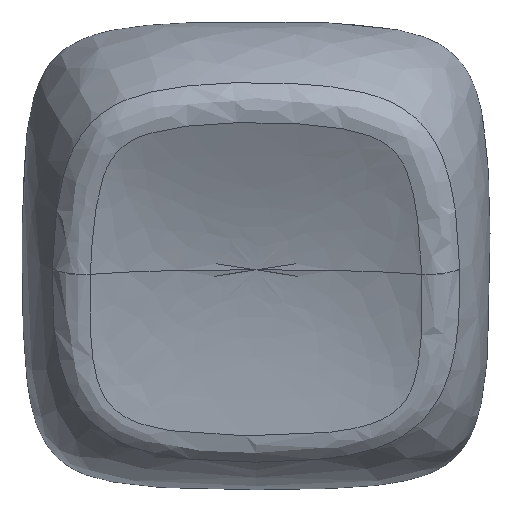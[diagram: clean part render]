
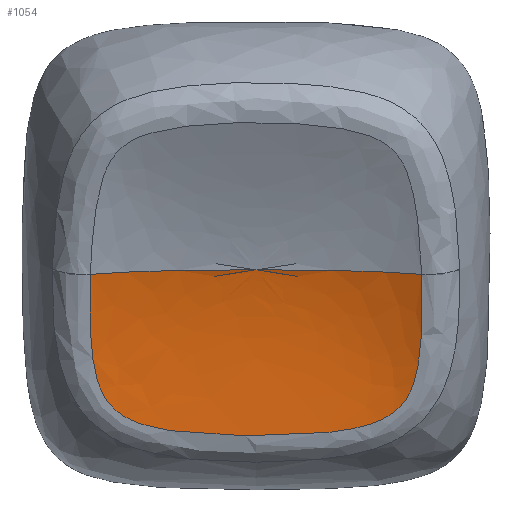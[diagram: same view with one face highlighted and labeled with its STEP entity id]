
A CAD part, top view. The second image highlights one B-rep face of the part: STEP entity #1054.
In plain terms, the highlighted free-form (B-spline) face has degree [3, 3] with [10, 5] control points.
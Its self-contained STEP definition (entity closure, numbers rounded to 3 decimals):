
#15=(
BOUNDED_CURVE()
B_SPLINE_CURVE(5,(#4405,#4406,#4407,#4408,#4409,#4410,#4411,#4412,#4413),
 .UNSPECIFIED.,.F.,.F.)
B_SPLINE_CURVE_WITH_KNOTS((6,1,1,1,6),(0.215,0.4,0.6,0.8,1.),
 .UNSPECIFIED.)
CURVE()
GEOMETRIC_REPRESENTATION_ITEM()
RATIONAL_B_SPLINE_CURVE((1.,1.,1.,1.,1.,1.,1.,1.,1.))
REPRESENTATION_ITEM('')
);
#16=(
BOUNDED_CURVE()
B_SPLINE_CURVE(5,(#4414,#4415,#4416,#4417,#4418,#4419,#4420,#4421,#4422),
 .UNSPECIFIED.,.F.,.F.)
B_SPLINE_CURVE_WITH_KNOTS((6,1,1,1,6),(0.215,0.4,0.6,0.8,1.),
 .UNSPECIFIED.)
CURVE()
GEOMETRIC_REPRESENTATION_ITEM()
RATIONAL_B_SPLINE_CURVE((1.,1.,1.,1.,1.,1.,1.,1.,1.))
REPRESENTATION_ITEM('')
);
#60=B_SPLINE_CURVE_WITH_KNOTS('',3,(#3863,#3864,#3865,#3866,#3867,#3868,
#3869,#3870,#3871,#3872,#3873,#3874,#3875,#3876,#3877,#3878,#3879,#3880,
#3881,#3882,#3883,#3884,#3885,#3886,#3887,#3888),.UNSPECIFIED.,.F.,.F.,
(4,2,1,2,1,1,1,1,1,1,1,1,1,1,1,1,2,1,2,4),(-2.322,-2.317,
-2.155,-1.993,-1.889,-1.785,
-1.681,-1.577,-1.473,-1.369,
-1.161,-0.953,-0.745,-0.641,
-0.537,-0.434,-0.33,-0.167,
-0.005,0.),.UNSPECIFIED.);
#74=B_SPLINE_SURFACE_WITH_KNOTS('',3,3,((#4354,#4355,#4356,#4357,#4358),
(#4359,#4360,#4361,#4362,#4363),(#4364,#4365,#4366,#4367,#4368),(#4369,
#4370,#4371,#4372,#4373),(#4374,#4375,#4376,#4377,#4378),(#4379,#4380,#4381,
#4382,#4383),(#4384,#4385,#4386,#4387,#4388),(#4389,#4390,#4391,#4392,#4393),
(#4394,#4395,#4396,#4397,#4398),(#4399,#4400,#4401,#4402,#4403)),
 .UNSPECIFIED.,.F.,.F.,.F.,(4,1,1,1,1,1,1,4),(4,1,4),(0.,0.143,
0.286,0.429,0.571,0.714,
0.857,1.),(0.083,0.476,1.),
 .UNSPECIFIED.);
#166=FACE_OUTER_BOUND('',#222,.T.);
#222=EDGE_LOOP('',(#968,#969,#970));
#498=VERTEX_POINT('',#3816);
#504=VERTEX_POINT('',#3861);
#508=VERTEX_POINT('',#4404);
#657=EDGE_CURVE('',#504,#498,#60,.T.);
#664=EDGE_CURVE('',#504,#508,#15,.T.);
#665=EDGE_CURVE('',#498,#508,#16,.T.);
#968=ORIENTED_EDGE('',*,*,#657,.F.);
#969=ORIENTED_EDGE('',*,*,#664,.T.);
#970=ORIENTED_EDGE('',*,*,#665,.F.);
#1054=ADVANCED_FACE('',(#166),#74,.F.);
#3816=CARTESIAN_POINT('',(-6.37,-0.728,7.017));
#3861=CARTESIAN_POINT('',(6.37,-0.728,7.017));
#3863=CARTESIAN_POINT('Ctrl Pts',(6.37,-0.728,7.017));
#3864=CARTESIAN_POINT('Ctrl Pts',(6.371,-0.744,7.013));
#3865=CARTESIAN_POINT('Ctrl Pts',(6.372,-0.759,7.009));
#3866=CARTESIAN_POINT('Ctrl Pts',(6.391,-1.289,6.874));
#3867=CARTESIAN_POINT('Ctrl Pts',(6.402,-2.324,6.614));
#3868=CARTESIAN_POINT('Ctrl Pts',(6.352,-3.342,6.377));
#3869=CARTESIAN_POINT('Ctrl Pts',(6.25,-4.16,6.196));
#3870=CARTESIAN_POINT('Ctrl Pts',(6.14,-4.79,6.062));
#3871=CARTESIAN_POINT('Ctrl Pts',(5.76,-5.67,5.876));
#3872=CARTESIAN_POINT('Ctrl Pts',(5.013,-6.285,5.728));
#3873=CARTESIAN_POINT('Ctrl Pts',(4.078,-6.605,5.64));
#3874=CARTESIAN_POINT('Ctrl Pts',(3.08,-6.782,5.59));
#3875=CARTESIAN_POINT('Ctrl Pts',(1.724,-6.907,5.554));
#3876=CARTESIAN_POINT('Ctrl Pts',(-0.002,-6.952,
5.541));
#3877=CARTESIAN_POINT('Ctrl Pts',(-2.065,-6.897,5.557));
#3878=CARTESIAN_POINT('Ctrl Pts',(-3.762,-6.709,5.611));
#3879=CARTESIAN_POINT('Ctrl Pts',(-5.014,-6.285,5.728));
#3880=CARTESIAN_POINT('Ctrl Pts',(-5.761,-5.667,5.877));
#3881=CARTESIAN_POINT('Ctrl Pts',(-6.139,-4.79,6.062));
#3882=CARTESIAN_POINT('Ctrl Pts',(-6.25,-4.16,6.196));
#3883=CARTESIAN_POINT('Ctrl Pts',(-6.352,-3.342,6.377));
#3884=CARTESIAN_POINT('Ctrl Pts',(-6.402,-2.324,6.614));
#3885=CARTESIAN_POINT('Ctrl Pts',(-6.391,-1.289,6.874));
#3886=CARTESIAN_POINT('Ctrl Pts',(-6.372,-0.759,7.009));
#3887=CARTESIAN_POINT('Ctrl Pts',(-6.371,-0.744,
7.013));
#3888=CARTESIAN_POINT('Ctrl Pts',(-6.37,-0.728,
7.017));
#4354=CARTESIAN_POINT('Ctrl Pts',(6.935,-0.778,7.203));
#4355=CARTESIAN_POINT('Ctrl Pts',(6.413,-0.727,7.013));
#4356=CARTESIAN_POINT('Ctrl Pts',(4.986,-0.616,6.6));
#4357=CARTESIAN_POINT('Ctrl Pts',(2.405,-0.552,6.359));
#4358=CARTESIAN_POINT('Ctrl Pts',(0.,-0.552,
6.359));
#4359=CARTESIAN_POINT('Ctrl Pts',(6.935,-2.007,6.873));
#4360=CARTESIAN_POINT('Ctrl Pts',(6.413,-1.78,6.731));
#4361=CARTESIAN_POINT('Ctrl Pts',(4.986,-1.26,6.428));
#4362=CARTESIAN_POINT('Ctrl Pts',(2.405,-0.786,6.296));
#4363=CARTESIAN_POINT('Ctrl Pts',(0.,-0.552,
6.359));
#4364=CARTESIAN_POINT('Ctrl Pts',(6.763,-4.434,6.223));
#4365=CARTESIAN_POINT('Ctrl Pts',(6.259,-3.887,6.166));
#4366=CARTESIAN_POINT('Ctrl Pts',(4.772,-2.521,6.09));
#4367=CARTESIAN_POINT('Ctrl Pts',(2.209,-1.187,6.188));
#4368=CARTESIAN_POINT('Ctrl Pts',(0.,-0.552,
6.359));
#4369=CARTESIAN_POINT('Ctrl Pts',(5.438,-6.401,5.696));
#4370=CARTESIAN_POINT('Ctrl Pts',(5.045,-5.561,5.717));
#4371=CARTESIAN_POINT('Ctrl Pts',(3.651,-3.556,5.812));
#4372=CARTESIAN_POINT('Ctrl Pts',(1.494,-1.589,6.081));
#4373=CARTESIAN_POINT('Ctrl Pts',(0.,-0.552,
6.359));
#4374=CARTESIAN_POINT('Ctrl Pts',(2.244,-6.996,5.537));
#4375=CARTESIAN_POINT('Ctrl Pts',(2.085,-6.034,5.591));
#4376=CARTESIAN_POINT('Ctrl Pts',(1.447,-3.883,5.725));
#4377=CARTESIAN_POINT('Ctrl Pts',(0.526,-1.789,6.027));
#4378=CARTESIAN_POINT('Ctrl Pts',(0.,-0.552,
6.359));
#4379=CARTESIAN_POINT('Ctrl Pts',(-2.25,-6.995,5.537));
#4380=CARTESIAN_POINT('Ctrl Pts',(-2.092,-6.033,5.591));
#4381=CARTESIAN_POINT('Ctrl Pts',(-1.45,-3.882,5.725));
#4382=CARTESIAN_POINT('Ctrl Pts',(-0.526,-1.789,
6.027));
#4383=CARTESIAN_POINT('Ctrl Pts',(0.,-0.552,
6.359));
#4384=CARTESIAN_POINT('Ctrl Pts',(-5.432,-6.4,5.696));
#4385=CARTESIAN_POINT('Ctrl Pts',(-5.039,-5.56,5.718));
#4386=CARTESIAN_POINT('Ctrl Pts',(-3.648,-3.555,5.813));
#4387=CARTESIAN_POINT('Ctrl Pts',(-1.494,-1.589,6.081));
#4388=CARTESIAN_POINT('Ctrl Pts',(0.,-0.552,
6.359));
#4389=CARTESIAN_POINT('Ctrl Pts',(-6.762,-4.434,6.223));
#4390=CARTESIAN_POINT('Ctrl Pts',(-6.259,-3.887,6.166));
#4391=CARTESIAN_POINT('Ctrl Pts',(-4.772,-2.521,6.09));
#4392=CARTESIAN_POINT('Ctrl Pts',(-2.209,-1.187,6.188));
#4393=CARTESIAN_POINT('Ctrl Pts',(0.,-0.552,
6.359));
#4394=CARTESIAN_POINT('Ctrl Pts',(-6.935,-2.007,6.873));
#4395=CARTESIAN_POINT('Ctrl Pts',(-6.413,-1.78,6.731));
#4396=CARTESIAN_POINT('Ctrl Pts',(-4.986,-1.26,6.428));
#4397=CARTESIAN_POINT('Ctrl Pts',(-2.405,-0.786,6.296));
#4398=CARTESIAN_POINT('Ctrl Pts',(0.,-0.552,
6.359));
#4399=CARTESIAN_POINT('Ctrl Pts',(-6.935,-0.778,7.203));
#4400=CARTESIAN_POINT('Ctrl Pts',(-6.413,-0.727,
7.013));
#4401=CARTESIAN_POINT('Ctrl Pts',(-4.986,-0.616,6.6));
#4402=CARTESIAN_POINT('Ctrl Pts',(-2.405,-0.552,6.359));
#4403=CARTESIAN_POINT('Ctrl Pts',(0.,-0.552,
6.359));
#4404=CARTESIAN_POINT('',(0.,-0.552,6.359));
#4405=CARTESIAN_POINT('Ctrl Pts',(6.37,-0.728,7.017));
#4406=CARTESIAN_POINT('Ctrl Pts',(6.2,-0.714,6.967));
#4407=CARTESIAN_POINT('Ctrl Pts',(5.83,-0.687,6.864));
#4408=CARTESIAN_POINT('Ctrl Pts',(5.206,-0.648,6.718));
#4409=CARTESIAN_POINT('Ctrl Pts',(4.214,-0.601,6.544));
#4410=CARTESIAN_POINT('Ctrl Pts',(2.885,-0.568,6.421));
#4411=CARTESIAN_POINT('Ctrl Pts',(1.576,-0.555,6.37));
#4412=CARTESIAN_POINT('Ctrl Pts',(0.551,-0.552,
6.359));
#4413=CARTESIAN_POINT('Ctrl Pts',(0.,-0.552,
6.359));
#4414=CARTESIAN_POINT('Ctrl Pts',(-6.37,-0.728,
7.017));
#4415=CARTESIAN_POINT('Ctrl Pts',(-6.2,-0.714,
6.967));
#4416=CARTESIAN_POINT('Ctrl Pts',(-5.83,-0.687,
6.864));
#4417=CARTESIAN_POINT('Ctrl Pts',(-5.206,-0.648,
6.718));
#4418=CARTESIAN_POINT('Ctrl Pts',(-4.214,-0.601,
6.544));
#4419=CARTESIAN_POINT('Ctrl Pts',(-2.885,-0.568,6.421));
#4420=CARTESIAN_POINT('Ctrl Pts',(-1.576,-0.555,
6.37));
#4421=CARTESIAN_POINT('Ctrl Pts',(-0.551,-0.552,
6.359));
#4422=CARTESIAN_POINT('Ctrl Pts',(0.,-0.552,
6.359));
